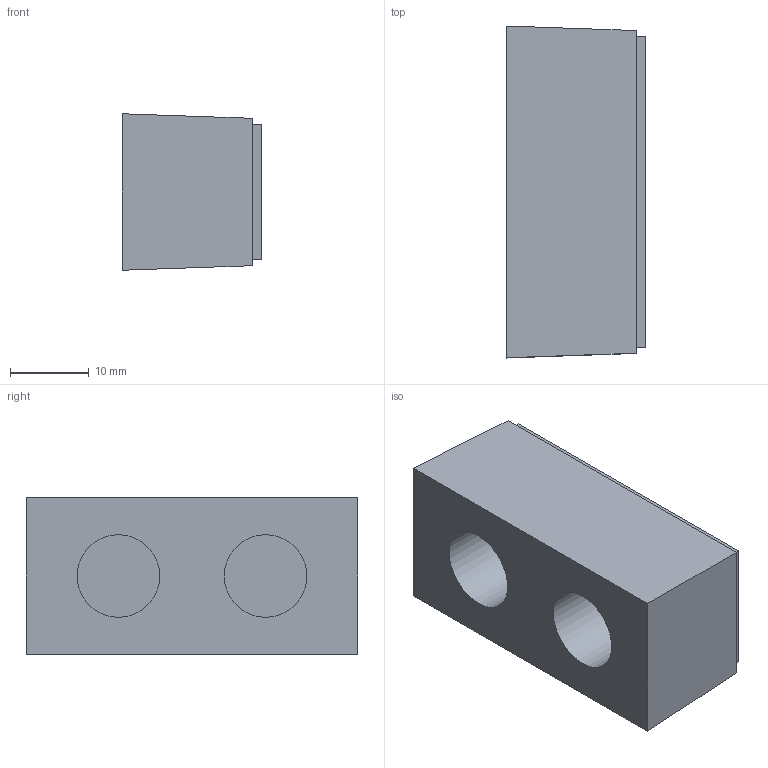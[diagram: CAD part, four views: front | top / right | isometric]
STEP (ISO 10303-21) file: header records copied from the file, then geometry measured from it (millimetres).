
FILE_DESCRIPTION(/* description */ (''),/* implementation_level */ '2;1');
FILE_NAME(/* name */ '28800_6_28800_6_KDS-DES-2X10_5_5.stp',/* time_stamp */ '2020-04-16T12:53:39+02:00',/* author */ (''),/* organization */ (''),/* preprocessor_version */ 'ST-DEVELOPER v16.7',/* originating_system */ 'SIEMENS PLM Software NX 12.0',/* authorisation */ '');
FILE_SCHEMA (('AUTOMOTIVE_DESIGN { 1 0 10303 214 3 1 1 1 }'));
Length unit declared in the file: millimetre
Products named in the file (1): 28800_6_KDS-DES-2X10_5
Bounding box: 17.7 x 42.2 x 19.9 mm (x, y, z)
Volume: 11322.8 mm3; surface area: 4949.1 mm2
Topology: 1 solids, 3 shells, 27 faces, 60 edges, 40 vertices
Faces by surface type: plane 15, sphere 6, cylinder 4, torus 2
Full cylindrical faces by diameter (mm): 10.5 x4
Entity records: 646 total; most frequent: DIRECTION 112, CARTESIAN_POINT 100, ORIENTED_EDGE 80, EDGE_LOOP 44, AXIS2_PLACEMENT_3D 44, EDGE_CURVE 40, FACE_BOUND 32, VERTEX_POINT 32
